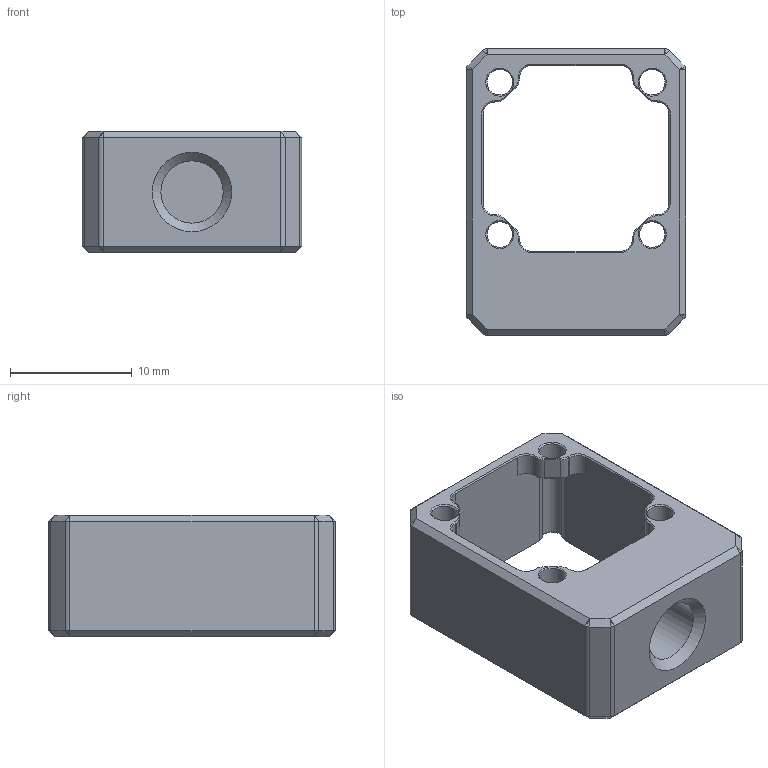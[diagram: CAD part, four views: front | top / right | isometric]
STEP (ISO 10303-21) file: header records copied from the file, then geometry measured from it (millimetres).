
FILE_DESCRIPTION(/* description */ (''),/* implementation_level */ '2;1');
FILE_NAME(/* name */ 'STP-MU-(MECH-MU-BRACKET)-REV1-A.stp',/* time_stamp */ '2018-05-18T11:05:36+02:00',/* author */ (''),/* organization */ (''),/* preprocessor_version */ 'ST-DEVELOPER v16',/* originating_system */ 'SIEMENS PLM Software NX 11.0',/* authorisation */ '');
FILE_SCHEMA (('AUTOMOTIVE_DESIGN { 1 0 10303 214 3 1 1 1 }'));
Length unit declared in the file: millimetre
Products named in the file (1): MECH-MU9-BRACKET
Bounding box: 18 x 23.5 x 10 mm (x, y, z)
Volume: 1703.9 mm3; surface area: 1869.8 mm2
Topology: 1 solids, 1 shells, 189 faces, 480 edges, 268 vertices
Faces by surface type: plane 79, cone 69, cylinder 41
Full cylindrical faces by diameter (mm): 2.1 x4, 5.11 x1
Entity records: 5406 total; most frequent: CARTESIAN_POINT 976, DIRECTION 952, ORIENTED_EDGE 890, EDGE_CURVE 445, AXIS2_PLACEMENT_3D 335, LINE 282, VECTOR 282, VERTEX_POINT 263
